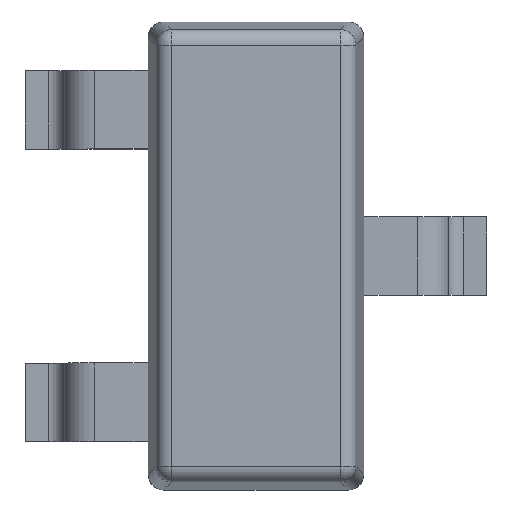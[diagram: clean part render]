
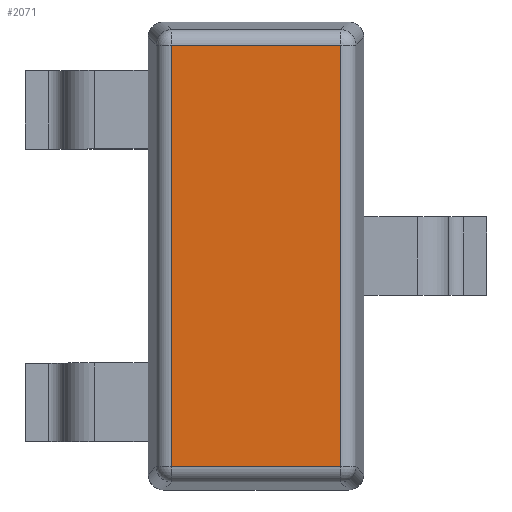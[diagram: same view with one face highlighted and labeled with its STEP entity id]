
A CAD part, top view. The second image highlights one B-rep face of the part: STEP entity #2071.
In plain terms, the highlighted planar face has unit normal (0, 0, 1).
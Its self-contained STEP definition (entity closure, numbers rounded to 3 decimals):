
#1895 = VERTEX_POINT('',#1896);
#1896 = CARTESIAN_POINT('',(0.15,0.15,1.3));
#1903 = EDGE_CURVE('',#1895,#1904,#1906,.T.);
#1904 = VERTEX_POINT('',#1905);
#1905 = CARTESIAN_POINT('',(0.15,2.89,1.3));
#1906 = LINE('',#1907,#1908);
#1907 = CARTESIAN_POINT('',(0.15,0.06,1.3));
#1908 = VECTOR('',#1909,1.);
#1909 = DIRECTION('',(0.,1.,0.));
#1951 = EDGE_CURVE('',#1895,#1952,#1954,.T.);
#1952 = VERTEX_POINT('',#1953);
#1953 = CARTESIAN_POINT('',(1.25,0.15,1.3));
#1954 = LINE('',#1955,#1956);
#1955 = CARTESIAN_POINT('',(0.06,0.15,1.3));
#1956 = VECTOR('',#1957,1.);
#1957 = DIRECTION('',(1.,0.,0.));
#2000 = EDGE_CURVE('',#1904,#2001,#2003,.T.);
#2001 = VERTEX_POINT('',#2002);
#2002 = CARTESIAN_POINT('',(1.25,2.89,1.3));
#2003 = LINE('',#2004,#2005);
#2004 = CARTESIAN_POINT('',(0.06,2.89,1.3));
#2005 = VECTOR('',#2006,1.);
#2006 = DIRECTION('',(1.,0.,0.));
#2032 = EDGE_CURVE('',#1952,#2001,#2033,.T.);
#2033 = LINE('',#2034,#2035);
#2034 = CARTESIAN_POINT('',(1.25,0.06,1.3));
#2035 = VECTOR('',#2036,1.);
#2036 = DIRECTION('',(0.,1.,0.));
#2071 = ADVANCED_FACE('',(#2072),#2078,.T.);
#2072 = FACE_BOUND('',#2073,.T.);
#2073 = EDGE_LOOP('',(#2074,#2075,#2076,#2077));
#2074 = ORIENTED_EDGE('',*,*,#1903,.F.);
#2075 = ORIENTED_EDGE('',*,*,#1951,.T.);
#2076 = ORIENTED_EDGE('',*,*,#2032,.T.);
#2077 = ORIENTED_EDGE('',*,*,#2000,.F.);
#2078 = PLANE('',#2079);
#2079 = AXIS2_PLACEMENT_3D('',#2080,#2081,#2082);
#2080 = CARTESIAN_POINT('',(0.,0.,1.3));
#2081 = DIRECTION('',(0.,0.,1.));
#2082 = DIRECTION('',(1.,0.,0.));
